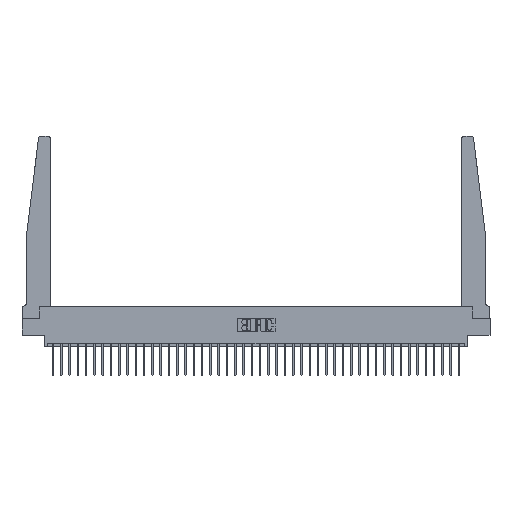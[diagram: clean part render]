
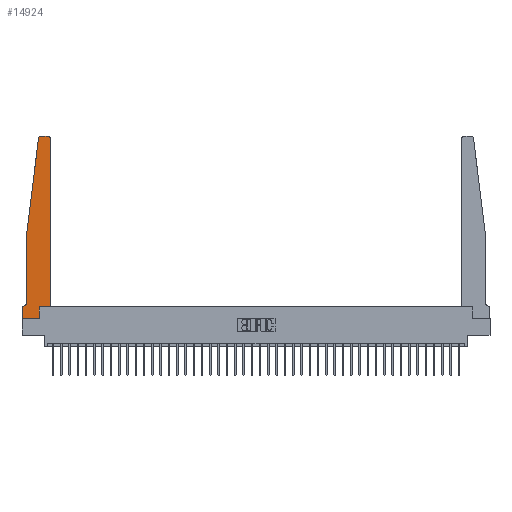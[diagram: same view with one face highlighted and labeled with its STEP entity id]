
A CAD part, top view. The second image highlights one B-rep face of the part: STEP entity #14924.
In plain terms, the highlighted planar face has unit normal (0, 0, 1).
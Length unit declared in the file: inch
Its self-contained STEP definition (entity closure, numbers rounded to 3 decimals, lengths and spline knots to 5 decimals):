
#842 = EDGE_CURVE ( 'NONE', #31109, #29401, #36664, .T. ) ;
#1017 = LINE ( 'NONE', #34850, #10604 ) ;
#1144 = EDGE_CURVE ( 'NONE', #30091, #1456, #25538, .T. ) ;
#1170 = DIRECTION ( 'NONE',  ( 0., 0., 1. ) ) ;
#1456 = VERTEX_POINT ( 'NONE', #27736 ) ;
#1733 = AXIS2_PLACEMENT_3D ( 'NONE', #10466, #7657, #33845 ) ;
#1876 = VECTOR ( 'NONE', #28508, 39.37008 ) ;
#2062 = CARTESIAN_POINT ( 'NONE',  ( 0., 0., 0.37 ) ) ;
#2533 = VERTEX_POINT ( 'NONE', #11372 ) ;
#3250 = EDGE_CURVE ( 'NONE', #17310, #6527, #17203, .T. ) ;
#3253 = CIRCLE ( 'NONE', #36095, 0.03 ) ;
#3658 = VECTOR ( 'NONE', #22458, 39.37008 ) ;
#3955 = EDGE_CURVE ( 'NONE', #1456, #2533, #32865, .T. ) ;
#4121 = ORIENTED_EDGE ( 'NONE', *, *, #22769, .T. ) ;
#4251 = CARTESIAN_POINT ( 'NONE',  ( 0.27653, 2.72, 0.37 ) ) ;
#5226 = ORIENTED_EDGE ( 'NONE', *, *, #842, .T. ) ;
#5578 = EDGE_CURVE ( 'NONE', #21718, #33647, #8441, .T. ) ;
#6123 = VECTOR ( 'NONE', #18695, 39.37008 ) ;
#6137 = VERTEX_POINT ( 'NONE', #16615 ) ;
#6151 = EDGE_CURVE ( 'NONE', #2533, #21718, #19004, .T. ) ;
#6527 = VERTEX_POINT ( 'NONE', #7795 ) ;
#6705 = CARTESIAN_POINT ( 'NONE',  ( 0.24675, 2.72367, 0.37 ) ) ;
#7657 = DIRECTION ( 'NONE',  ( 0., 0., -1. ) ) ;
#7689 = FACE_OUTER_BOUND ( 'NONE', #12209, .T. ) ;
#7724 = ORIENTED_EDGE ( 'NONE', *, *, #35028, .T. ) ;
#7795 = CARTESIAN_POINT ( 'NONE',  ( 0.425, 2.72, 0.37 ) ) ;
#8288 = CARTESIAN_POINT ( 'NONE',  ( 0.2605, 0.18, 0.37 ) ) ;
#8441 = LINE ( 'NONE', #19296, #18575 ) ;
#8449 = ORIENTED_EDGE ( 'NONE', *, *, #3250, .T. ) ;
#8467 = ORIENTED_EDGE ( 'NONE', *, *, #25844, .T. ) ;
#8569 = ORIENTED_EDGE ( 'NONE', *, *, #6151, .T. ) ;
#9114 = AXIS2_PLACEMENT_3D ( 'NONE', #30152, #1170, #27325 ) ;
#9248 = CARTESIAN_POINT ( 'NONE',  ( 0., 0., 0.37 ) ) ;
#9788 = ORIENTED_EDGE ( 'NONE', *, *, #1144, .T. ) ;
#10466 = CARTESIAN_POINT ( 'NONE',  ( 0.015, 0.2375, 0.37 ) ) ;
#10604 = VECTOR ( 'NONE', #24006, 39.37008 ) ;
#11226 = CARTESIAN_POINT ( 'NONE',  ( 0., 0., 0.37 ) ) ;
#11372 = CARTESIAN_POINT ( 'NONE',  ( 0.065, 0.2375, 0.37 ) ) ;
#11689 = CARTESIAN_POINT ( 'NONE',  ( 0.065, 1.25, 0.37 ) ) ;
#12209 = EDGE_LOOP ( 'NONE', ( #7724, #8467, #9788, #27714, #8569, #14435, #15897, #5226, #15941, #4121, #8449, #27597 ) ) ;
#13202 = LINE ( 'NONE', #24073, #30404 ) ;
#13228 = LINE ( 'NONE', #16768, #26701 ) ;
#13851 = CARTESIAN_POINT ( 'NONE',  ( 0.425, 0.18, 0.37 ) ) ;
#13924 = CARTESIAN_POINT ( 'NONE',  ( 0.27653, 2.75, 0.37 ) ) ;
#14404 = CARTESIAN_POINT ( 'NONE',  ( 0.2605, 0., 0.37 ) ) ;
#14435 = ORIENTED_EDGE ( 'NONE', *, *, #5578, .T. ) ;
#14924 = ADVANCED_FACE ( 'NONE', ( #7689 ), #18729, .T. ) ;
#15897 = ORIENTED_EDGE ( 'NONE', *, *, #26797, .T. ) ;
#15941 = ORIENTED_EDGE ( 'NONE', *, *, #34244, .T. ) ;
#16615 = CARTESIAN_POINT ( 'NONE',  ( 0.395, 2.75, 0.37 ) ) ;
#16768 = CARTESIAN_POINT ( 'NONE',  ( 0.2605, 0.18, 0.37 ) ) ;
#17203 = LINE ( 'NONE', #13851, #3658 ) ;
#17211 = EDGE_CURVE ( 'NONE', #6527, #6137, #3253, .T. ) ;
#17310 = VERTEX_POINT ( 'NONE', #27527 ) ;
#17989 = CARTESIAN_POINT ( 'NONE',  ( 0.395, 2.72, 0.37 ) ) ;
#18575 = VECTOR ( 'NONE', #27892, 39.37008 ) ;
#18635 = DIRECTION ( 'NONE',  ( 1., 0., 0. ) ) ;
#18695 = DIRECTION ( 'NONE',  ( 0., -1., 0. ) ) ;
#18729 = PLANE ( 'NONE',  #9114 ) ;
#18817 = DIRECTION ( 'NONE',  ( 0., -1., 0. ) ) ;
#19004 = CIRCLE ( 'NONE', #1733, 0.05 ) ;
#19076 = DIRECTION ( 'NONE',  ( 1., 0., 0. ) ) ;
#19237 = AXIS2_PLACEMENT_3D ( 'NONE', #4251, #36205, #24634 ) ;
#19247 = LINE ( 'NONE', #2062, #6123 ) ;
#19296 = CARTESIAN_POINT ( 'NONE',  ( 0.065, 0.1875, 0.37 ) ) ;
#20405 = CIRCLE ( 'NONE', #19237, 0.03 ) ;
#21718 = VERTEX_POINT ( 'NONE', #34287 ) ;
#22213 = DIRECTION ( 'NONE',  ( 0., 1., 0. ) ) ;
#22458 = DIRECTION ( 'NONE',  ( 0., 1., 0. ) ) ;
#22769 = EDGE_CURVE ( 'NONE', #32644, #17310, #13202, .T. ) ;
#24006 = DIRECTION ( 'NONE',  ( -1., 0., 0. ) ) ;
#24073 = CARTESIAN_POINT ( 'NONE',  ( 0.425, 0.18, 0.37 ) ) ;
#24634 = DIRECTION ( 'NONE',  ( 1., 0., 0. ) ) ;
#25538 = LINE ( 'NONE', #11689, #1876 ) ;
#25844 = EDGE_CURVE ( 'NONE', #29619, #30091, #20405, .T. ) ;
#26701 = VECTOR ( 'NONE', #22213, 39.37008 ) ;
#26797 = EDGE_CURVE ( 'NONE', #33647, #31109, #19247, .T. ) ;
#27325 = DIRECTION ( 'NONE',  ( 1., 0., 0. ) ) ;
#27527 = CARTESIAN_POINT ( 'NONE',  ( 0.425, 0.18, 0.37 ) ) ;
#27597 = ORIENTED_EDGE ( 'NONE', *, *, #17211, .T. ) ;
#27714 = ORIENTED_EDGE ( 'NONE', *, *, #3955, .T. ) ;
#27736 = CARTESIAN_POINT ( 'NONE',  ( 0.065, 1.25, 0.37 ) ) ;
#27892 = DIRECTION ( 'NONE',  ( -1., 0., 0. ) ) ;
#28508 = DIRECTION ( 'NONE',  ( -0.122, -0.992, 0. ) ) ;
#29401 = VERTEX_POINT ( 'NONE', #14404 ) ;
#29619 = VERTEX_POINT ( 'NONE', #13924 ) ;
#29756 = CARTESIAN_POINT ( 'NONE',  ( 0., 0.1875, 0.37 ) ) ;
#30091 = VERTEX_POINT ( 'NONE', #6705 ) ;
#30152 = CARTESIAN_POINT ( 'NONE',  ( 0., 0.1875, 0.37 ) ) ;
#30404 = VECTOR ( 'NONE', #18635, 39.37008 ) ;
#31109 = VERTEX_POINT ( 'NONE', #9248 ) ;
#31857 = VECTOR ( 'NONE', #19076, 39.37008 ) ;
#32644 = VERTEX_POINT ( 'NONE', #8288 ) ;
#32680 = CARTESIAN_POINT ( 'NONE',  ( 0.065, 1.25, 0.37 ) ) ;
#32865 = LINE ( 'NONE', #32680, #35246 ) ;
#33647 = VERTEX_POINT ( 'NONE', #29756 ) ;
#33845 = DIRECTION ( 'NONE',  ( -1., 0., 0. ) ) ;
#34244 = EDGE_CURVE ( 'NONE', #29401, #32644, #13228, .T. ) ;
#34287 = CARTESIAN_POINT ( 'NONE',  ( 0.015, 0.1875, 0.37 ) ) ;
#34850 = CARTESIAN_POINT ( 'NONE',  ( 0.25, 2.75, 0.37 ) ) ;
#35028 = EDGE_CURVE ( 'NONE', #6137, #29619, #1017, .T. ) ;
#35246 = VECTOR ( 'NONE', #18817, 39.37008 ) ;
#35559 = DIRECTION ( 'NONE',  ( 1., 0., 0. ) ) ;
#35741 = DIRECTION ( 'NONE',  ( 0., 0., 1. ) ) ;
#36095 = AXIS2_PLACEMENT_3D ( 'NONE', #17989, #35741, #35559 ) ;
#36205 = DIRECTION ( 'NONE',  ( 0., 0., 1. ) ) ;
#36664 = LINE ( 'NONE', #11226, #31857 ) ;
